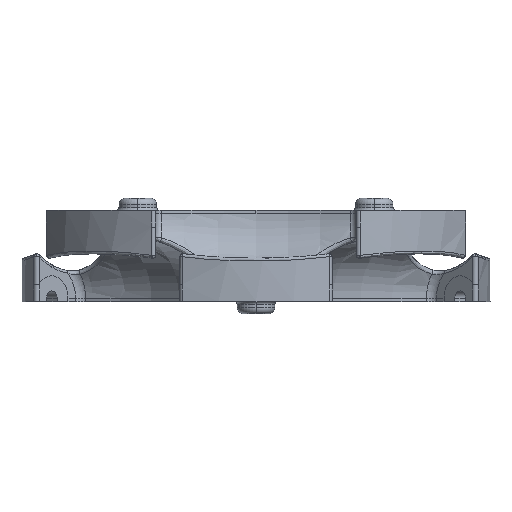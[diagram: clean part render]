
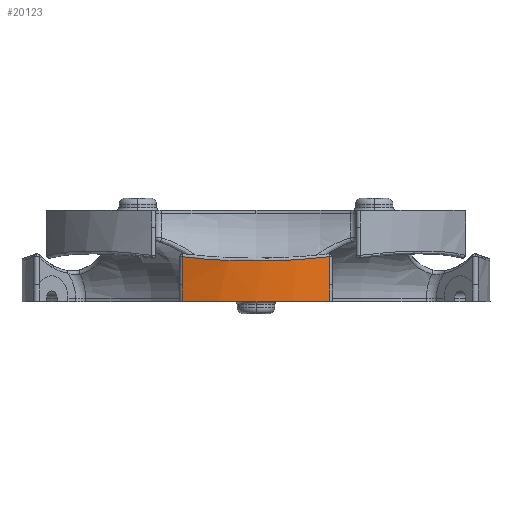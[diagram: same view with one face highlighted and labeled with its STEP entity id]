
A CAD part, left-side view. The second image highlights one B-rep face of the part: STEP entity #20123.
In plain terms, the highlighted cylindrical face has radius 48.895 mm (diameter 97.79 mm), a partial arc.
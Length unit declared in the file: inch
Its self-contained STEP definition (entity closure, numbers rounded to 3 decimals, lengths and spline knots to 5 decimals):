
#5 = VERTEX_POINT ( 'NONE', #3966 ) ;
#490 = ORIENTED_EDGE ( 'NONE', *, *, #787, .T. ) ;
#787 = EDGE_CURVE ( 'NONE', #5, #3519, #993, .T. ) ;
#884 = CARTESIAN_POINT ( 'NONE',  ( -1.85908, -0.51007, 0.33135 ) ) ;
#993 = LINE ( 'NONE', #15148, #30013 ) ;
#1152 = CARTESIAN_POINT ( 'NONE',  ( -1.90835, 0.25781, 0.31424 ) ) ;
#1420 = ORIENTED_EDGE ( 'NONE', *, *, #32697, .T. ) ;
#1883 = ORIENTED_EDGE ( 'NONE', *, *, #3790, .T. ) ;
#3519 = VERTEX_POINT ( 'NONE', #25758 ) ;
#3790 = EDGE_CURVE ( 'NONE', #11035, #23566, #33679, .T. ) ;
#3966 = CARTESIAN_POINT ( 'NONE',  ( -1.82632, 0.60842, 0.34438 ) ) ;
#4201 = CARTESIAN_POINT ( 'NONE',  ( -1.85908, 0.51008, 0.33135 ) ) ;
#4261 = ORIENTED_EDGE ( 'NONE', *, *, #32848, .T. ) ;
#4664 = CARTESIAN_POINT ( 'NONE',  ( -1.82632, 0.60842, -0.025 ) ) ;
#4730 = ORIENTED_EDGE ( 'NONE', *, *, #33613, .T. ) ;
#6198 = VERTEX_POINT ( 'NONE', #28683 ) ;
#6378 = VECTOR ( 'NONE', #32934, 39.37008 ) ;
#7008 = ORIENTED_EDGE ( 'NONE', *, *, #35153, .T. ) ;
#8690 = VECTOR ( 'NONE', #36280, 39.37008 ) ;
#8927 = CARTESIAN_POINT ( 'NONE',  ( -1.82632, -0.60842, -0.025 ) ) ;
#9902 = CARTESIAN_POINT ( 'NONE',  ( -1.91653, -0.20754, 0.31142 ) ) ;
#11035 = VERTEX_POINT ( 'NONE', #4664 ) ;
#11398 = LINE ( 'NONE', #16086, #8690 ) ;
#12312 = LINE ( 'NONE', #12476, #19023 ) ;
#12476 = CARTESIAN_POINT ( 'NONE',  ( -1.82632, 0.60842, -0.025 ) ) ;
#12595 = DIRECTION ( 'NONE',  ( 0., 0., -1. ) ) ;
#12832 = CARTESIAN_POINT ( 'NONE',  ( -1.92501, 0.02547, 0.30869 ) ) ;
#12850 = CARTESIAN_POINT ( 'NONE',  ( -1.82632, -0.60842, -0.025 ) ) ;
#14058 = LINE ( 'NONE', #12850, #6378 ) ;
#14967 = CARTESIAN_POINT ( 'NONE',  ( 0., 0., -0.025 ) ) ;
#15148 = CARTESIAN_POINT ( 'NONE',  ( -1.82632, 0.60842, -0.025 ) ) ;
#15717 = CARTESIAN_POINT ( 'NONE',  ( -1.92239, 0.10351, 0.30955 ) ) ;
#16086 = CARTESIAN_POINT ( 'NONE',  ( -1.82632, -0.60842, -0.025 ) ) ;
#16891 = CYLINDRICAL_SURFACE ( 'NONE', #28445, 1.925 ) ;
#18133 = AXIS2_PLACEMENT_3D ( 'NONE', #22228, #22222, #22188 ) ;
#18558 = CARTESIAN_POINT ( 'NONE',  ( -1.91457, 0.20667, 0.31215 ) ) ;
#19023 = VECTOR ( 'NONE', #12595, 39.37008 ) ;
#20123 = ADVANCED_FACE ( 'NONE', ( #32232 ), #16891, .T. ) ;
#21452 = CARTESIAN_POINT ( 'NONE',  ( -1.88362, 0.41009, 0.32276 ) ) ;
#22188 = DIRECTION ( 'NONE',  ( 1., 0., 0. ) ) ;
#22222 = DIRECTION ( 'NONE',  ( 0., 0., 1. ) ) ;
#22228 = CARTESIAN_POINT ( 'NONE',  ( 0., 0., -0.025 ) ) ;
#23298 = DIRECTION ( 'NONE',  ( 0., 0., -1. ) ) ;
#23566 = VERTEX_POINT ( 'NONE', #8927 ) ;
#24352 = CARTESIAN_POINT ( 'NONE',  ( -1.82632, 0.60842, 0.34438 ) ) ;
#24461 = VERTEX_POINT ( 'NONE', #35144 ) ;
#25568 = B_SPLINE_CURVE_WITH_KNOTS ( 'NONE', 3,
 ( #35642, #884, #27135, #9902, #30036, #12832, #32914, #15717, #35881, #18558, #1152, #21452, #4201, #24352 ),
 .UNSPECIFIED., .F., .F.,
 ( 4, 2, 2, 2, 2, 2, 4 ),
 ( 0., 0.00783, 0.01567, 0.01763, 0.01958, 0.0235, 0.03133 ),
 .UNSPECIFIED. ) ;
#25758 = CARTESIAN_POINT ( 'NONE',  ( -1.82632, 0.60842, 0.11347 ) ) ;
#26127 = DIRECTION ( 'NONE',  ( 1., 0., 0. ) ) ;
#26451 = EDGE_LOOP ( 'NONE', ( #490, #1420, #1883, #4261, #4730, #7008 ) ) ;
#27135 = CARTESIAN_POINT ( 'NONE',  ( -1.88359, -0.41018, 0.32277 ) ) ;
#28445 = AXIS2_PLACEMENT_3D ( 'NONE', #14967, #35109, #26127 ) ;
#28683 = CARTESIAN_POINT ( 'NONE',  ( -1.82632, -0.60842, 0.34438 ) ) ;
#30013 = VECTOR ( 'NONE', #23298, 39.37008 ) ;
#30036 = CARTESIAN_POINT ( 'NONE',  ( -1.92497, -0.1048, 0.3087 ) ) ;
#32232 = FACE_OUTER_BOUND ( 'NONE', #26451, .T. ) ;
#32697 = EDGE_CURVE ( 'NONE', #3519, #11035, #12312, .T. ) ;
#32848 = EDGE_CURVE ( 'NONE', #23566, #24461, #11398, .T. ) ;
#32914 = CARTESIAN_POINT ( 'NONE',  ( -1.92448, 0.05159, 0.30886 ) ) ;
#32934 = DIRECTION ( 'NONE',  ( 0., 0., 1. ) ) ;
#33613 = EDGE_CURVE ( 'NONE', #24461, #6198, #14058, .T. ) ;
#33679 = CIRCLE ( 'NONE', #18133, 1.925 ) ;
#35109 = DIRECTION ( 'NONE',  ( 0., 0., 1. ) ) ;
#35144 = CARTESIAN_POINT ( 'NONE',  ( -1.82632, -0.60842, 0.11347 ) ) ;
#35153 = EDGE_CURVE ( 'NONE', #6198, #5, #25568, .T. ) ;
#35642 = CARTESIAN_POINT ( 'NONE',  ( -1.82632, -0.60842, 0.34438 ) ) ;
#35881 = CARTESIAN_POINT ( 'NONE',  ( -1.92082, 0.12937, 0.31007 ) ) ;
#36280 = DIRECTION ( 'NONE',  ( 0., 0., 1. ) ) ;
